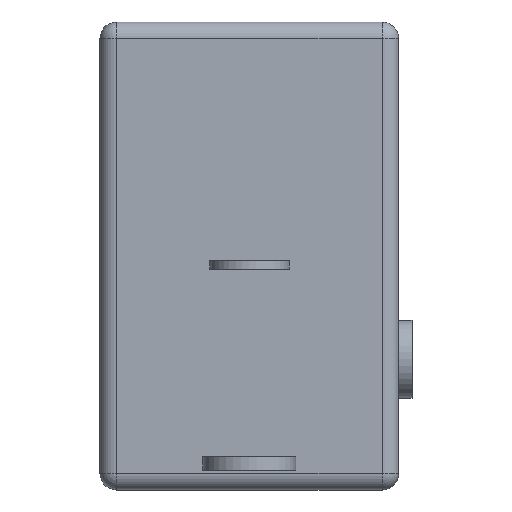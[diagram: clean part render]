
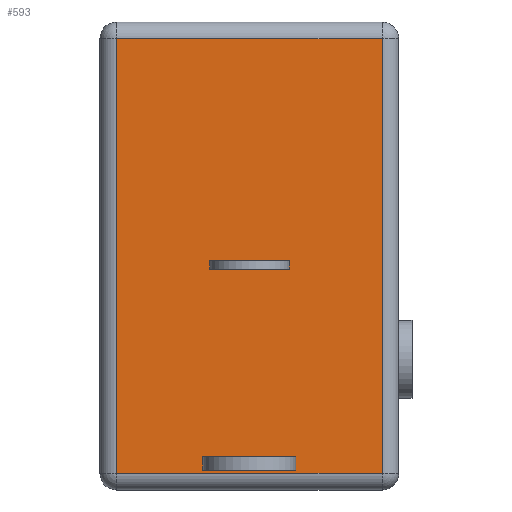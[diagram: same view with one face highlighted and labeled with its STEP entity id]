
A CAD part, front view. The second image highlights one B-rep face of the part: STEP entity #593.
In plain terms, the highlighted planar face has unit normal (0, -1, 0).
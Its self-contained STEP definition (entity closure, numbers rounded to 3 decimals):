
#1 = CARTESIAN_POINT ( 'NONE',  ( 4., 0., -0.5 ) ) ;
#87 = EDGE_LOOP ( 'NONE', ( #198, #726, #779, #919 ) ) ;
#97 = LINE ( 'NONE', #822, #524 ) ;
#138 = LINE ( 'NONE', #232, #462 ) ;
#198 = ORIENTED_EDGE ( 'NONE', *, *, #541, .T. ) ;
#222 = VERTEX_POINT ( 'NONE', #896 ) ;
#232 = CARTESIAN_POINT ( 'NONE',  ( -4.5, 0., -0.5 ) ) ;
#256 = CARTESIAN_POINT ( 'NONE',  ( 4.5, 0., -13.6 ) ) ;
#259 = DIRECTION ( 'NONE',  ( 0., 0., -1. ) ) ;
#269 = PLANE ( 'NONE',  #1090 ) ;
#356 = DIRECTION ( 'NONE',  ( 1., 0., 0. ) ) ;
#443 = VERTEX_POINT ( 'NONE', #961 ) ;
#462 = VECTOR ( 'NONE', #501, 1000. ) ;
#487 = EDGE_CURVE ( 'NONE', #614, #1098, #138, .T. ) ;
#501 = DIRECTION ( 'NONE',  ( -1., 0., 0. ) ) ;
#524 = VECTOR ( 'NONE', #1007, 1000. ) ;
#541 = EDGE_CURVE ( 'NONE', #443, #222, #1088, .T. ) ;
#593 = ADVANCED_FACE ( 'NONE', ( #818 ), #269, .T. ) ;
#614 = VERTEX_POINT ( 'NONE', #1 ) ;
#655 = VECTOR ( 'NONE', #356, 1000. ) ;
#703 = CARTESIAN_POINT ( 'NONE',  ( -4., 0., -14.1 ) ) ;
#718 = CARTESIAN_POINT ( 'NONE',  ( -4.5, 0., -14.1 ) ) ;
#726 = ORIENTED_EDGE ( 'NONE', *, *, #981, .T. ) ;
#734 = VECTOR ( 'NONE', #1159, 1000. ) ;
#779 = ORIENTED_EDGE ( 'NONE', *, *, #487, .T. ) ;
#818 = FACE_OUTER_BOUND ( 'NONE', #87, .T. ) ;
#822 = CARTESIAN_POINT ( 'NONE',  ( 4., 0., -14.1 ) ) ;
#885 = LINE ( 'NONE', #703, #734 ) ;
#896 = CARTESIAN_POINT ( 'NONE',  ( 4., 0., -13.6 ) ) ;
#919 = ORIENTED_EDGE ( 'NONE', *, *, #1145, .T. ) ;
#936 = CARTESIAN_POINT ( 'NONE',  ( -4., 0., -0.5 ) ) ;
#961 = CARTESIAN_POINT ( 'NONE',  ( -4., 0., -13.6 ) ) ;
#981 = EDGE_CURVE ( 'NONE', #222, #614, #97, .T. ) ;
#1007 = DIRECTION ( 'NONE',  ( 0., 0., 1. ) ) ;
#1080 = DIRECTION ( 'NONE',  ( 0., -1., 0. ) ) ;
#1088 = LINE ( 'NONE', #256, #655 ) ;
#1090 = AXIS2_PLACEMENT_3D ( 'NONE', #718, #1080, #259 ) ;
#1098 = VERTEX_POINT ( 'NONE', #936 ) ;
#1145 = EDGE_CURVE ( 'NONE', #1098, #443, #885, .T. ) ;
#1159 = DIRECTION ( 'NONE',  ( 0., 0., -1. ) ) ;
